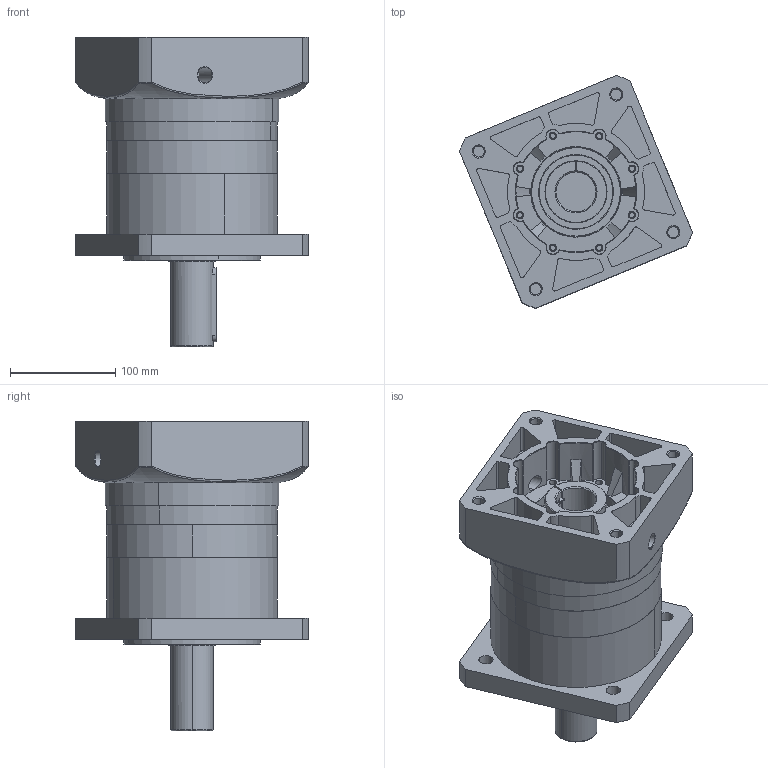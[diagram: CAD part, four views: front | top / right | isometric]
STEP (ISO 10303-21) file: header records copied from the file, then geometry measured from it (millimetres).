
FILE_DESCRIPTION (( 'STEP AP214' ), '1' );
FILE_NAME ('FB160-3-L1-P2.STEP', '2022-09-22T09:10:42', ( 'admin' ), ( '' ), 'SwSTEP 2.0', 'SolidWorks 2013', '' );
FILE_SCHEMA (( 'AUTOMOTIVE_DESIGN' ));
Length unit declared in the file: millimetre
Products named in the file (7): FB0011; FB0008; FB0010; FB160-3-L1-P2; FB0016; FB0022; FB0004
Assembly tree (6 placements, depth 2):
  FB160-3-L1-P2
    FB0010
    FB0008
    FB0011
    FB0004
    FB0022
    FB0016
Bounding box: 221.13 x 221.13 x 294.25 mm (x, y, z)
Volume: 3294348.6 mm3; surface area: 547339.1 mm2
Topology: 6 solids, 6 shells, 847 faces, 2144 edges, 1377 vertices
Faces by surface type: cylinder 349, plane 220, cone 219, bspline 57, torus 2
Entity records: 32206 total; most frequent: CARTESIAN_POINT 11225, DIRECTION 4519, ORIENTED_EDGE 4286, EDGE_CURVE 2143, AXIS2_PLACEMENT_3D 1845, VERTEX_POINT 1377, CIRCLE 1046, EDGE_LOOP 990
